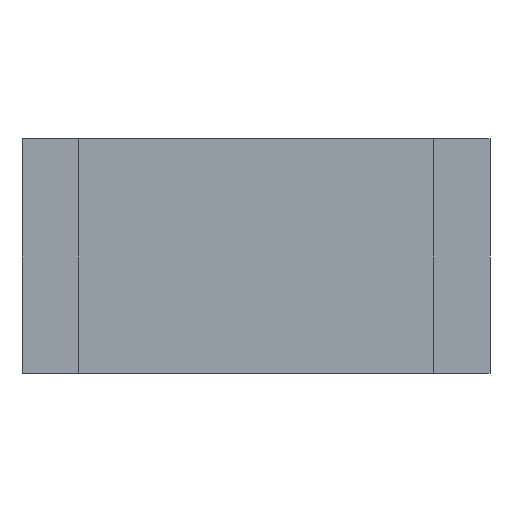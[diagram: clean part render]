
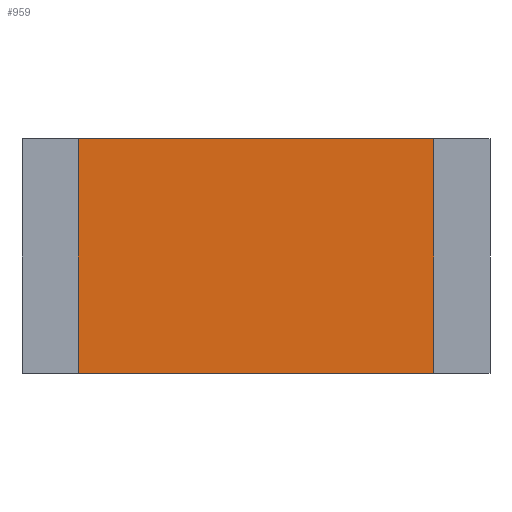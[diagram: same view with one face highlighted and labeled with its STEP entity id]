
A CAD part, front view. The second image highlights one B-rep face of the part: STEP entity #959.
In plain terms, the highlighted planar face has unit normal (0, -1, 0).
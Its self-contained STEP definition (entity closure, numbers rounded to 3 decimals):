
#27 = EDGE_CURVE ( 'NONE', #628, #106, #57, .T. ) ;
#57 = LINE ( 'NONE', #163, #875 ) ;
#64 = CARTESIAN_POINT ( 'NONE',  ( -3.13, 0.044, -7.902 ) ) ;
#83 = VERTEX_POINT ( 'NONE', #371 ) ;
#98 = DIRECTION ( 'NONE',  ( 1., 0., 0. ) ) ;
#106 = VERTEX_POINT ( 'NONE', #751 ) ;
#122 = DIRECTION ( 'NONE',  ( 1., 0., 0. ) ) ;
#163 = CARTESIAN_POINT ( 'NONE',  ( -3.13, 0.044, -1.59 ) ) ;
#164 = DIRECTION ( 'NONE',  ( 0., 0., -1. ) ) ;
#263 = CARTESIAN_POINT ( 'NONE',  ( -3.13, 0.044, 1.59 ) ) ;
#271 = EDGE_LOOP ( 'NONE', ( #497, #650, #882, #810 ) ) ;
#288 = AXIS2_PLACEMENT_3D ( 'NONE', #779, #832, #164 ) ;
#307 = DIRECTION ( 'NONE',  ( 0., 0., 1. ) ) ;
#330 = CARTESIAN_POINT ( 'NONE',  ( -3.13, 0.044, -1.59 ) ) ;
#371 = CARTESIAN_POINT ( 'NONE',  ( 3.13, 0.044, 1.59 ) ) ;
#379 = EDGE_CURVE ( 'NONE', #628, #579, #845, .T. ) ;
#463 = EDGE_CURVE ( 'NONE', #106, #83, #835, .T. ) ;
#497 = ORIENTED_EDGE ( 'NONE', *, *, #379, .F. ) ;
#537 = CARTESIAN_POINT ( 'NONE',  ( 3.13, 0.044, -7.902 ) ) ;
#538 = FACE_OUTER_BOUND ( 'NONE', #271, .T. ) ;
#579 = VERTEX_POINT ( 'NONE', #806 ) ;
#584 = VECTOR ( 'NONE', #122, 1000. ) ;
#605 = VECTOR ( 'NONE', #307, 1000. ) ;
#619 = PLANE ( 'NONE',  #288 ) ;
#628 = VERTEX_POINT ( 'NONE', #330 ) ;
#644 = LINE ( 'NONE', #263, #584 ) ;
#650 = ORIENTED_EDGE ( 'NONE', *, *, #27, .T. ) ;
#734 = DIRECTION ( 'NONE',  ( 0., 0., 1. ) ) ;
#742 = VECTOR ( 'NONE', #734, 1000. ) ;
#751 = CARTESIAN_POINT ( 'NONE',  ( 3.13, 0.044, -1.59 ) ) ;
#779 = CARTESIAN_POINT ( 'NONE',  ( -3.13, 0.044, -7.902 ) ) ;
#805 = EDGE_CURVE ( 'NONE', #579, #83, #644, .T. ) ;
#806 = CARTESIAN_POINT ( 'NONE',  ( -3.13, 0.044, 1.59 ) ) ;
#810 = ORIENTED_EDGE ( 'NONE', *, *, #805, .F. ) ;
#832 = DIRECTION ( 'NONE',  ( 0., -1., 0. ) ) ;
#835 = LINE ( 'NONE', #537, #605 ) ;
#845 = LINE ( 'NONE', #64, #742 ) ;
#875 = VECTOR ( 'NONE', #98, 1000. ) ;
#882 = ORIENTED_EDGE ( 'NONE', *, *, #463, .T. ) ;
#959 = ADVANCED_FACE ( 'NONE', ( #538 ), #619, .T. ) ;
